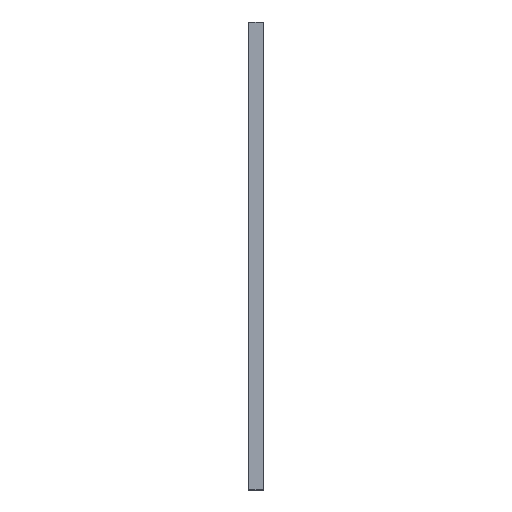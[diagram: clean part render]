
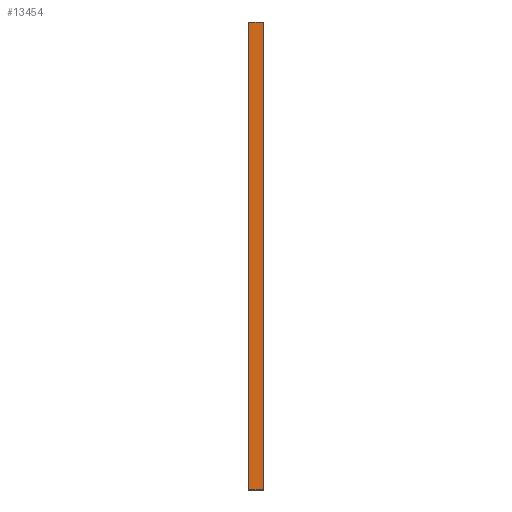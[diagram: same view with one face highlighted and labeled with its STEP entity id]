
A CAD part, front view. The second image highlights one B-rep face of the part: STEP entity #13454.
In plain terms, the highlighted planar face has unit normal (0, -1, 0).
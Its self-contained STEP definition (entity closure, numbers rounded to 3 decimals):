
#528 = PLANE('',#529);
#529 = AXIS2_PLACEMENT_3D('',#530,#531,#532);
#530 = CARTESIAN_POINT('',(4.5,-9.45,0.05));
#531 = DIRECTION('',(0.,0.707,0.707));
#532 = DIRECTION('',(1.,0.,0.));
#832 = PLANE('',#833);
#833 = AXIS2_PLACEMENT_3D('',#834,#835,#836);
#834 = CARTESIAN_POINT('',(4.5,-9.45,274.95));
#835 = DIRECTION('',(0.,-0.707,0.707)
  );
#836 = DIRECTION('',(1.,0.,0.));
#1120 = PLANE('',#1121);
#1121 = AXIS2_PLACEMENT_3D('',#1122,#1123,#1124);
#1122 = CARTESIAN_POINT('',(-4.45,-9.45,0.));
#1123 = DIRECTION('',(-0.707,-0.707,0.));
#1124 = DIRECTION('',(0.,0.,1.));
#5547 = VERTEX_POINT('',#5548);
#5548 = CARTESIAN_POINT('',(4.4,-9.5,0.1));
#5569 = EDGE_CURVE('',#5547,#5570,#5572,.T.);
#5570 = VERTEX_POINT('',#5571);
#5571 = CARTESIAN_POINT('',(-4.4,-9.5,0.1));
#5572 = SURFACE_CURVE('',#5573,(#5577,#5584),.PCURVE_S1.);
#5573 = LINE('',#5574,#5575);
#5574 = CARTESIAN_POINT('',(4.5,-9.5,0.1));
#5575 = VECTOR('',#5576,1.);
#5576 = DIRECTION('',(-1.,0.,0.));
#5577 = PCURVE('',#528,#5578);
#5578 = DEFINITIONAL_REPRESENTATION('',(#5579),#5583);
#5579 = LINE('',#5580,#5581);
#5580 = CARTESIAN_POINT('',(0.,-0.071));
#5581 = VECTOR('',#5582,1.);
#5582 = DIRECTION('',(-1.,0.));
#5583 = ( GEOMETRIC_REPRESENTATION_CONTEXT(2) 
PARAMETRIC_REPRESENTATION_CONTEXT() REPRESENTATION_CONTEXT('2D SPACE',''
  ) );
#5584 = PCURVE('',#5585,#5590);
#5585 = PLANE('',#5586);
#5586 = AXIS2_PLACEMENT_3D('',#5587,#5588,#5589);
#5587 = CARTESIAN_POINT('',(4.5,-9.5,0.));
#5588 = DIRECTION('',(0.,-1.,0.));
#5589 = DIRECTION('',(-1.,0.,0.));
#5590 = DEFINITIONAL_REPRESENTATION('',(#5591),#5595);
#5591 = LINE('',#5592,#5593);
#5592 = CARTESIAN_POINT('',(0.,-0.1));
#5593 = VECTOR('',#5594,1.);
#5594 = DIRECTION('',(1.,0.));
#5595 = ( GEOMETRIC_REPRESENTATION_CONTEXT(2) 
PARAMETRIC_REPRESENTATION_CONTEXT() REPRESENTATION_CONTEXT('2D SPACE',''
  ) );
#5840 = VERTEX_POINT('',#5841);
#5841 = CARTESIAN_POINT('',(4.4,-9.5,274.9));
#5862 = EDGE_CURVE('',#5840,#5863,#5865,.T.);
#5863 = VERTEX_POINT('',#5864);
#5864 = CARTESIAN_POINT('',(-4.4,-9.5,274.9));
#5865 = SURFACE_CURVE('',#5866,(#5870,#5877),.PCURVE_S1.);
#5866 = LINE('',#5867,#5868);
#5867 = CARTESIAN_POINT('',(4.5,-9.5,274.9));
#5868 = VECTOR('',#5869,1.);
#5869 = DIRECTION('',(-1.,0.,0.));
#5870 = PCURVE('',#832,#5871);
#5871 = DEFINITIONAL_REPRESENTATION('',(#5872),#5876);
#5872 = LINE('',#5873,#5874);
#5873 = CARTESIAN_POINT('',(0.,-0.071));
#5874 = VECTOR('',#5875,1.);
#5875 = DIRECTION('',(-1.,0.));
#5876 = ( GEOMETRIC_REPRESENTATION_CONTEXT(2) 
PARAMETRIC_REPRESENTATION_CONTEXT() REPRESENTATION_CONTEXT('2D SPACE',''
  ) );
#5877 = PCURVE('',#5585,#5878);
#5878 = DEFINITIONAL_REPRESENTATION('',(#5879),#5883);
#5879 = LINE('',#5880,#5881);
#5880 = CARTESIAN_POINT('',(0.,-274.9));
#5881 = VECTOR('',#5882,1.);
#5882 = DIRECTION('',(1.,0.));
#5883 = ( GEOMETRIC_REPRESENTATION_CONTEXT(2) 
PARAMETRIC_REPRESENTATION_CONTEXT() REPRESENTATION_CONTEXT('2D SPACE',''
  ) );
#5997 = EDGE_CURVE('',#5570,#5863,#5998,.T.);
#5998 = SURFACE_CURVE('',#5999,(#6003,#6010),.PCURVE_S1.);
#5999 = LINE('',#6000,#6001);
#6000 = CARTESIAN_POINT('',(-4.4,-9.5,0.));
#6001 = VECTOR('',#6002,1.);
#6002 = DIRECTION('',(0.,0.,1.));
#6003 = PCURVE('',#1120,#6004);
#6004 = DEFINITIONAL_REPRESENTATION('',(#6005),#6009);
#6005 = LINE('',#6006,#6007);
#6006 = CARTESIAN_POINT('',(0.,-0.071));
#6007 = VECTOR('',#6008,1.);
#6008 = DIRECTION('',(1.,0.));
#6009 = ( GEOMETRIC_REPRESENTATION_CONTEXT(2) 
PARAMETRIC_REPRESENTATION_CONTEXT() REPRESENTATION_CONTEXT('2D SPACE',''
  ) );
#6010 = PCURVE('',#5585,#6011);
#6011 = DEFINITIONAL_REPRESENTATION('',(#6012),#6016);
#6012 = LINE('',#6013,#6014);
#6013 = CARTESIAN_POINT('',(8.9,0.));
#6014 = VECTOR('',#6015,1.);
#6015 = DIRECTION('',(0.,-1.));
#6016 = ( GEOMETRIC_REPRESENTATION_CONTEXT(2) 
PARAMETRIC_REPRESENTATION_CONTEXT() REPRESENTATION_CONTEXT('2D SPACE',''
  ) );
#13075 = PLANE('',#13076);
#13076 = AXIS2_PLACEMENT_3D('',#13077,#13078,#13079);
#13077 = CARTESIAN_POINT('',(4.45,-9.45,0.));
#13078 = DIRECTION('',(0.707,-0.707,0.));
#13079 = DIRECTION('',(0.,0.,1.));
#13454 = ADVANCED_FACE('',(#13455),#5585,.T.);
#13455 = FACE_BOUND('',#13456,.T.);
#13456 = EDGE_LOOP('',(#13457,#13478,#13479,#13480));
#13457 = ORIENTED_EDGE('',*,*,#13458,.T.);
#13458 = EDGE_CURVE('',#5547,#5840,#13459,.T.);
#13459 = SURFACE_CURVE('',#13460,(#13464,#13471),.PCURVE_S1.);
#13460 = LINE('',#13461,#13462);
#13461 = CARTESIAN_POINT('',(4.4,-9.5,0.));
#13462 = VECTOR('',#13463,1.);
#13463 = DIRECTION('',(0.,0.,1.));
#13464 = PCURVE('',#5585,#13465);
#13465 = DEFINITIONAL_REPRESENTATION('',(#13466),#13470);
#13466 = LINE('',#13467,#13468);
#13467 = CARTESIAN_POINT('',(0.1,0.));
#13468 = VECTOR('',#13469,1.);
#13469 = DIRECTION('',(0.,-1.));
#13470 = ( GEOMETRIC_REPRESENTATION_CONTEXT(2) 
PARAMETRIC_REPRESENTATION_CONTEXT() REPRESENTATION_CONTEXT('2D SPACE',''
  ) );
#13471 = PCURVE('',#13075,#13472);
#13472 = DEFINITIONAL_REPRESENTATION('',(#13473),#13477);
#13473 = LINE('',#13474,#13475);
#13474 = CARTESIAN_POINT('',(0.,0.071));
#13475 = VECTOR('',#13476,1.);
#13476 = DIRECTION('',(1.,0.));
#13477 = ( GEOMETRIC_REPRESENTATION_CONTEXT(2) 
PARAMETRIC_REPRESENTATION_CONTEXT() REPRESENTATION_CONTEXT('2D SPACE',''
  ) );
#13478 = ORIENTED_EDGE('',*,*,#5862,.T.);
#13479 = ORIENTED_EDGE('',*,*,#5997,.F.);
#13480 = ORIENTED_EDGE('',*,*,#5569,.F.);
